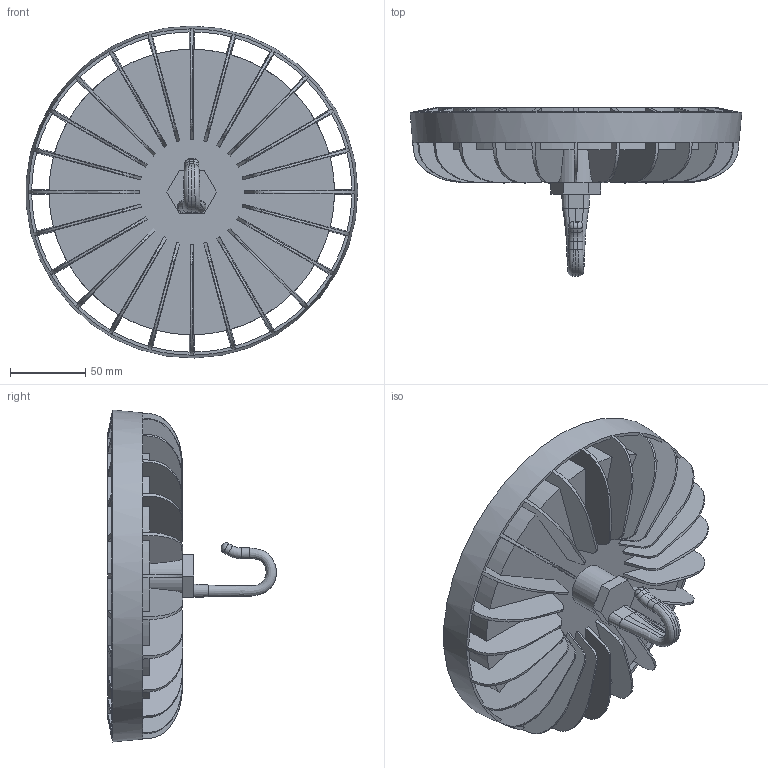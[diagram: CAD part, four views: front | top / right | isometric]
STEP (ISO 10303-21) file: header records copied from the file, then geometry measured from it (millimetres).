
FILE_DESCRIPTION (( 'STEP AP214' ), '1' );
FILE_NAME ('HB_COMP_133W.STEP', '2023-06-06T13:20:52', ( '' ), ( '' ), 'SwSTEP 2.0', 'SolidWorks 2020', '' );
FILE_SCHEMA (( 'AUTOMOTIVE_DESIGN' ));
Length unit declared in the file: millimetre
Products named in the file (1): HB_COMP_133W
Bounding box: 220.76 x 112.28 x 221.08 mm (x, y, z)
Volume: 901155.8 mm3; surface area: 248428.4 mm2
Topology: 3 solids, 3 shells, 242 faces, 784 edges, 503 vertices
Faces by surface type: plane 94, bspline 78, cylinder 38, cone 28, torus 4
Full cylindrical faces by diameter (mm): 28.049 x1, 186.073 x1
Entity records: 21674 total; most frequent: CARTESIAN_POINT 13047, ORIENTED_EDGE 1556, DIRECTION 809, EDGE_CURVE 778, VERTEX_POINT 501, B_SPLINE_CURVE_WITH_KNOTS 446, AXIS2_PLACEMENT_3D 312, EDGE_LOOP 249
